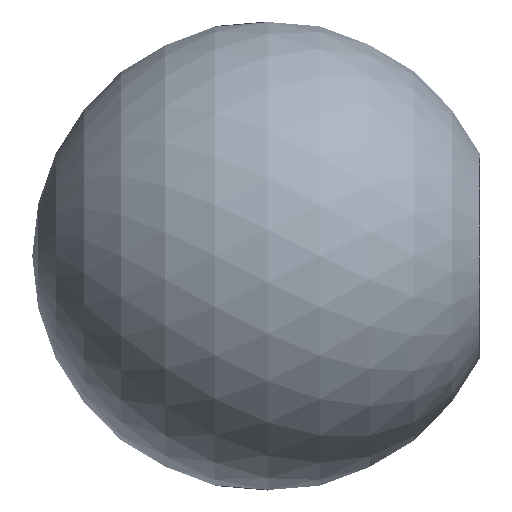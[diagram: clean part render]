
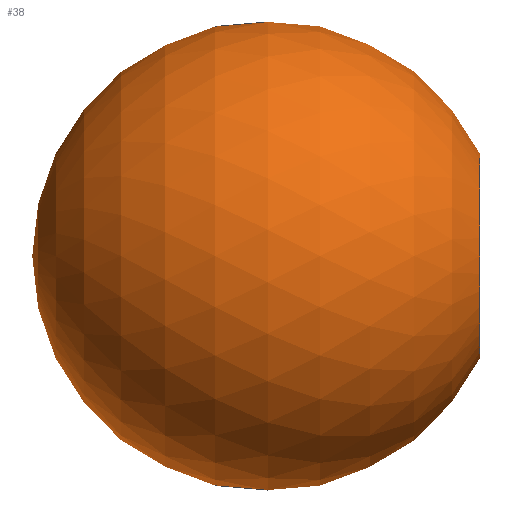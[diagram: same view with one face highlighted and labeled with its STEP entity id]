
A CAD part, left-side view. The second image highlights one B-rep face of the part: STEP entity #38.
In plain terms, the highlighted spherical face has radius 25.26 mm.
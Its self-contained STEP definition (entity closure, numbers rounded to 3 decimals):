
#38 = ADVANCED_FACE( '', ( #75, #76 ), #77, .T. );
#75 = FACE_BOUND( '', #106, .T. );
#76 = FACE_OUTER_BOUND( '', #107, .T. );
#77 = SPHERICAL_SURFACE( '', #108, 25.26 );
#106 = VERTEX_LOOP( '', #139 );
#107 = EDGE_LOOP( '', ( #140 ) );
#108 = AXIS2_PLACEMENT_3D( '', #141, #142, #143 );
#139 = VERTEX_POINT( '', #161 );
#140 = ORIENTED_EDGE( '', *, *, #155, .F. );
#141 = CARTESIAN_POINT( '', ( 0., 22.74, 0. ) );
#142 = DIRECTION( '', ( 0., -1., 0. ) );
#143 = DIRECTION( '', ( 1., 0., 0. ) );
#155 = EDGE_CURVE( '', #171, #171, #172, .T. );
#161 = CARTESIAN_POINT( '', ( 0., 48., 0. ) );
#171 = VERTEX_POINT( '', #187 );
#172 = CIRCLE( '', #188, 11. );
#187 = CARTESIAN_POINT( '', ( 0., 0., -11. ) );
#188 = AXIS2_PLACEMENT_3D( '', #204, #205, #206 );
#204 = CARTESIAN_POINT( '', ( 0., 0., 0. ) );
#205 = DIRECTION( '', ( 0., -1., 0. ) );
#206 = DIRECTION( '', ( 0., 0., -1. ) );
